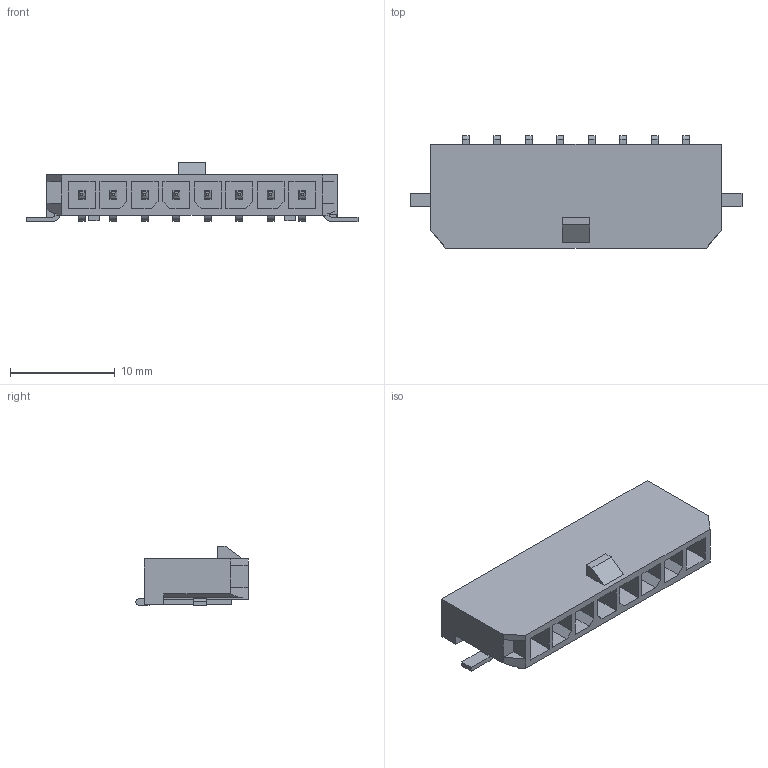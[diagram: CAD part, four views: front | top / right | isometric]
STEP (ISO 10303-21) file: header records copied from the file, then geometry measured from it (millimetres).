
FILE_DESCRIPTION(/* description */ (''),/* implementation_level */ '2;1');
FILE_NAME(/* name */ '436500813wbm000_01_214.stp',/* time_stamp */ '2022-06-14T10:29:33+06:00',/* author */ (''),/* organization */ (''),/* preprocessor_version */ 'ST-DEVELOPER v16.7',/* originating_system */ 'SIEMENS PLM Software NX 1919',/* authorisation */ '');
FILE_SCHEMA (('AUTOMOTIVE_DESIGN { 1 0 10303 214 3 1 1 1 }'));
Length unit declared in the file: millimetre
Products named in the file (1): 436500813wbm000_01
Bounding box: 31.64 x 10.7 x 5.67 mm (x, y, z)
Volume: 741.1 mm3; surface area: 1507.2 mm2
Topology: 1 solids, 1 shells, 255 faces, 662 edges, 428 vertices
Faces by surface type: plane 217, cylinder 38
Entity records: 7676 total; most frequent: CARTESIAN_POINT 1346, ORIENTED_EDGE 1324, DIRECTION 1250, EDGE_CURVE 662, LINE 586, VECTOR 586, VERTEX_POINT 428, AXIS2_PLACEMENT_3D 332
